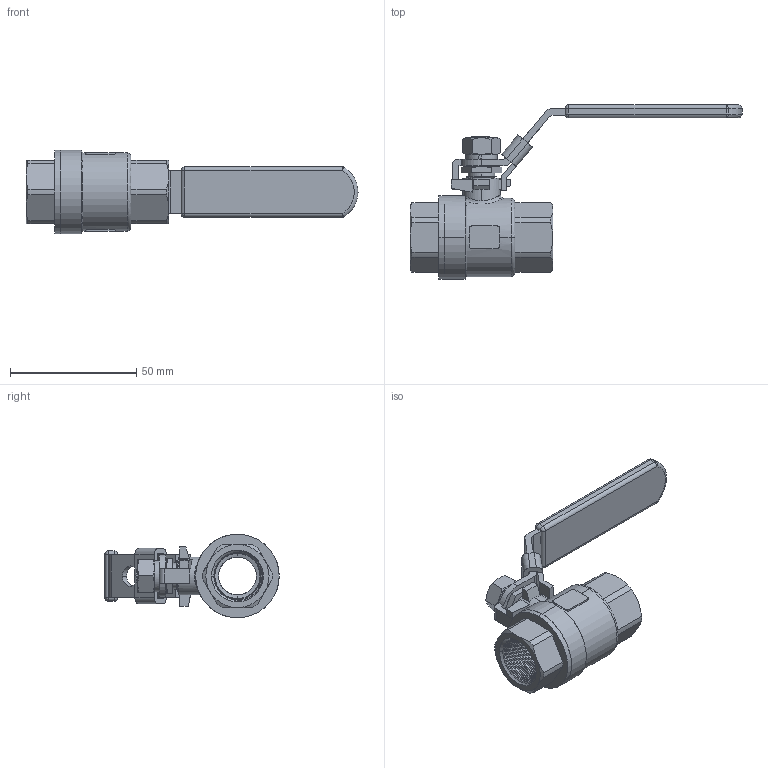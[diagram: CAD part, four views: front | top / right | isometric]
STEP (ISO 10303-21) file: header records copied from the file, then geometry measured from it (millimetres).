
FILE_DESCRIPTION (( 'STEP AP214' ), '1' );
FILE_NAME ('DN15轻型两片式球阀装配图.STEP', '2023-11-14T00:23:19', ( 'Windows User' ), ( 'P R C' ), 'SwSTEP 2.0', 'SolidWorks 2016', '' );
FILE_SCHEMA (( 'AUTOMOTIVE_DESIGN' ));
Length unit declared in the file: millimetre
Products named in the file (14): 0.5笢粣; 蹟譫M8-0.5-1.0; DN15轻型两片式球阀装配图; 0.5笢諳; 0.25-0.5跡擘; 0.5СƬ; 0.5球垫; 0.5概裔; 0.5參忒杶; 0.5球; 0.5概极; 蟀諉粟菜M8; 0.5參忒; 0.5湮え
Assembly tree (14 placements, depth 2):
  DN15轻型两片式球阀装配图
    0.5概极
    0.5概裔
    0.5參忒
    蟀諉粟菜M8
    0.5參忒杶
    0.5湮え
    0.25-0.5跡擘
    0.5球
    0.5球垫  x2
    0.5СƬ
    0.5笢諳
    0.5笢粣
    蹟譫M8-0.5-1.0
Bounding box: 131.33 x 69.03 x 33.1 mm (x, y, z)
Volume: 37027.1 mm3; surface area: 35928.7 mm2
Topology: 19 solids, 19 shells, 523 faces, 1340 edges, 858 vertices
Faces by surface type: cylinder 230, plane 158, bspline 71, cone 64
Entity records: 33748 total; most frequent: CARTESIAN_POINT 21738, ORIENTED_EDGE 2628, DIRECTION 2125, EDGE_CURVE 1314, VERTEX_POINT 846, AXIS2_PLACEMENT_3D 801, EDGE_LOOP 550, LINE 523
